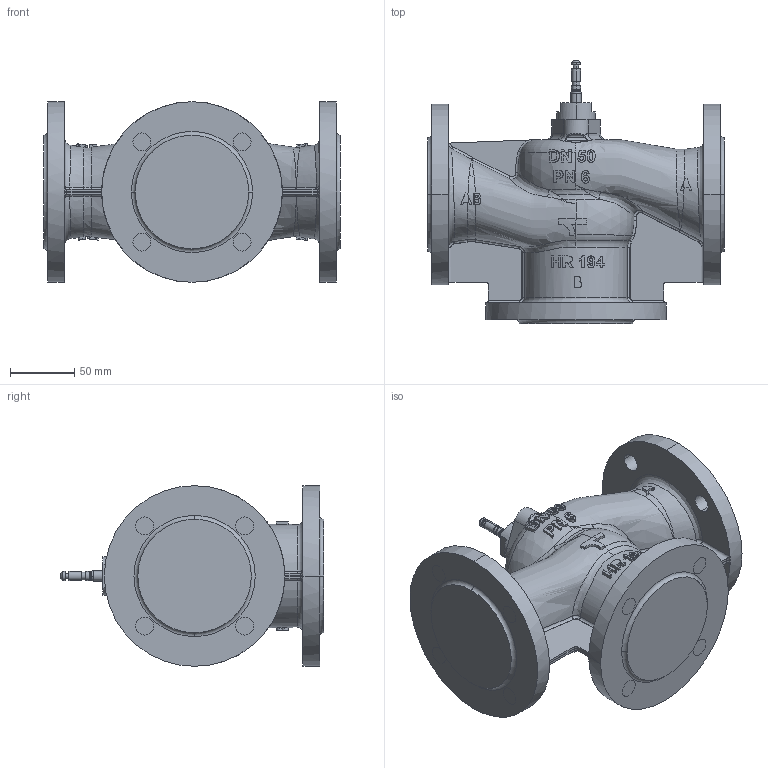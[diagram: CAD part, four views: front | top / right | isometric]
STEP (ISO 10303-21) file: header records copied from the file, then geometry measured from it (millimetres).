
FILE_DESCRIPTION (( 'STEP AP203' ), '1' );
FILE_NAME ('306_DN50_DEF.STEP', '2012-02-13T15:04:58', ( 'test' ), ( '' ), 'SwSTEP 2.0', 'SolidWorks 2011', '' );
FILE_SCHEMA (( 'CONFIG_CONTROL_DESIGN' ));
Products named in the file (1): 306_DN50_DEF
Bounding box: 230.69 x 204.61 x 140.42 mm (x, y, z)
Volume: 1871588.9 mm3; surface area: 195504.3 mm2
Topology: 1 solids, 3 shells, 759 faces, 2014 edges, 1307 vertices
Faces by surface type: plane 287, bspline 278, cylinder 119, torus 36, sphere 31, cone 8
Entity records: 132494 total; most frequent: CARTESIAN_POINT 115781, ORIENTED_EDGE 4012, DIRECTION 2673, EDGE_CURVE 2006, VERTEX_POINT 1307, AXIS2_PLACEMENT_3D 1060, B_SPLINE_CURVE_WITH_KNOTS 863, EDGE_LOOP 813
